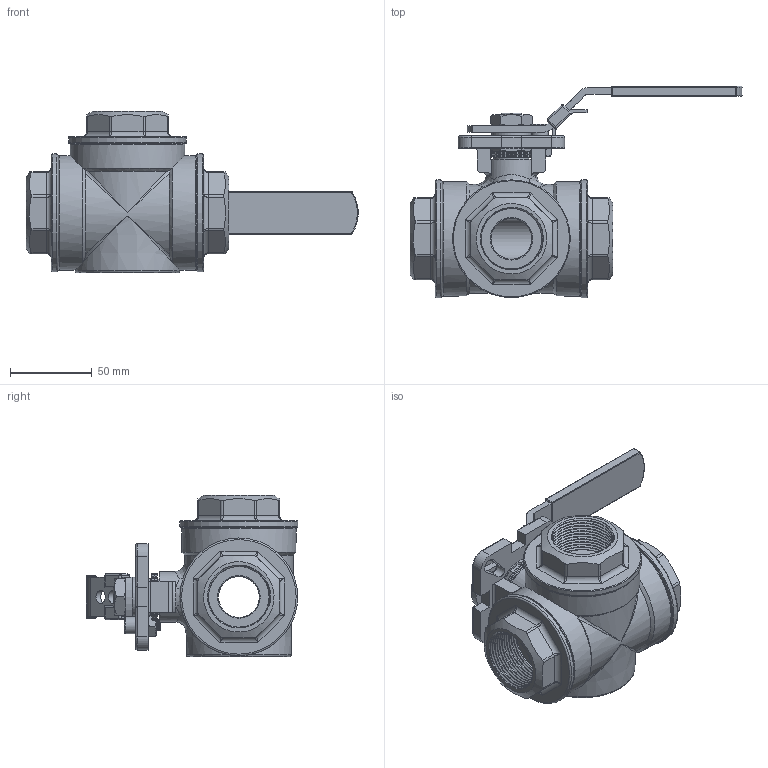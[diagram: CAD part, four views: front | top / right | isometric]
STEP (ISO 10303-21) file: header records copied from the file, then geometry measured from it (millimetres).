
FILE_DESCRIPTION(/* description */ ('Unknown'),/* implementation_level */ '2;1');
FILE_NAME(/* name */ '9334_9335-07',/* time_stamp */ '2020-10-20T09:04:10+02:00',/* author */ ('Unknown'),/* organization */ ('Unknown'),/* preprocessor_version */ 'ST-DEVELOPER v16.7',/* originating_system */ 'Solid Edge',/* authorisation */ 'Unknown');
FILE_SCHEMA (('AUTOMOTIVE_DESIGN {1 0 10303 214 3 1 1}'));
Products named in the file (1): 8.303_308.032
Bounding box: 202.92 x 129.27 x 98.5 mm (x, y, z)
Volume: 468516.9 mm3; surface area: 88826 mm2
Topology: 1 solids, 2 shells, 974 faces, 2701 edges, 1743 vertices
Faces by surface type: plane 429, bspline 248, cylinder 214, torus 42, cone 29, sphere 12
Full cylindrical faces by diameter (mm): 6.6 x1, 8 x2, 10.42 x1, 21.4 x1, 24 x1, 25 x2, 28.54 x2, 31.5 x1, 49 x1, 70 x3, 72 x3
Entity records: 63898 total; most frequent: CARTESIAN_POINT 41944, ORIENTED_EDGE 5192, DIRECTION 3507, EDGE_CURVE 2596, VERTEX_POINT 1724, LINE 1355, VECTOR 1355, EDGE_LOOP 1106
